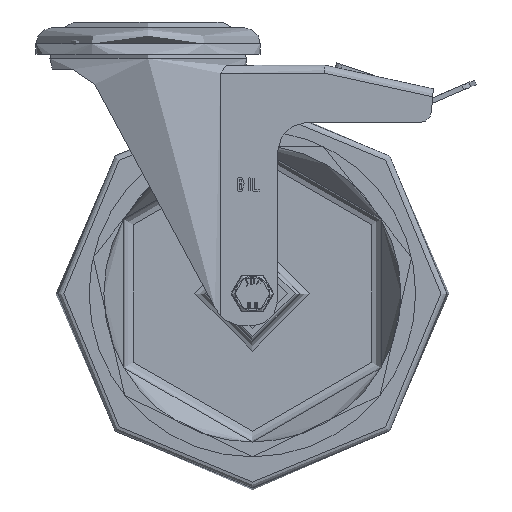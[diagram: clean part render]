
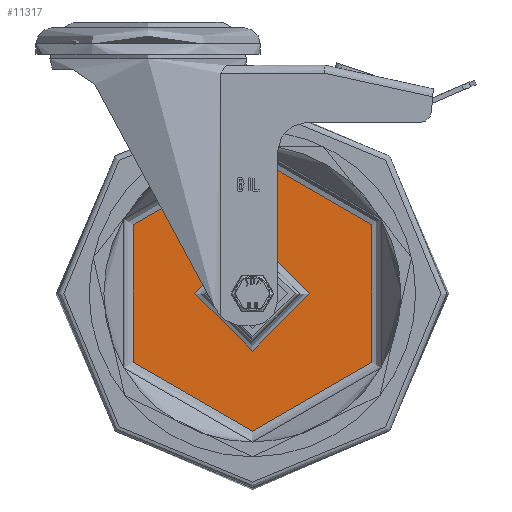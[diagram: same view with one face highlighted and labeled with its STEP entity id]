
A CAD part, front view. The second image highlights one B-rep face of the part: STEP entity #11317.
In plain terms, the highlighted planar face has unit normal (0, -1, 0).
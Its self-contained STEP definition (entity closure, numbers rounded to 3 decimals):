
#339=FACE_BOUND('',#4061,.T.);
#553=PLANE('',#12400);
#3379=FACE_OUTER_BOUND('',#4060,.T.);
#4060=EDGE_LOOP('',(#9431));
#4061=EDGE_LOOP('',(#9432));
#4584=CIRCLE('',#12361,70.);
#4585=CIRCLE('',#12363,29.25);
#5409=VERTEX_POINT('',#26430);
#5410=VERTEX_POINT('',#26434);
#6802=EDGE_CURVE('',#5409,#5409,#4584,.T.);
#6803=EDGE_CURVE('',#5410,#5410,#4585,.T.);
#9431=ORIENTED_EDGE('',*,*,#6802,.F.);
#9432=ORIENTED_EDGE('',*,*,#6803,.T.);
#11317=ADVANCED_FACE('',(#3379,#339),#553,.T.);
#12361=AXIS2_PLACEMENT_3D('',#26432,#14605,#14606);
#12363=AXIS2_PLACEMENT_3D('',#26435,#14609,#14610);
#12400=AXIS2_PLACEMENT_3D('',#26494,#14689,#14690);
#14605=DIRECTION('center_axis',(0.,1.,0.));
#14606=DIRECTION('ref_axis',(0.,0.,1.));
#14609=DIRECTION('center_axis',(0.,1.,0.));
#14610=DIRECTION('ref_axis',(0.,0.,1.));
#14689=DIRECTION('center_axis',(0.,-1.,0.));
#14690=DIRECTION('ref_axis',(0.,0.,-1.));
#26430=CARTESIAN_POINT('',(0.,-4.,-70.));
#26432=CARTESIAN_POINT('Origin',(0.,-4.,0.));
#26434=CARTESIAN_POINT('',(0.,-4.,-29.25));
#26435=CARTESIAN_POINT('Origin',(0.,-4.,0.));
#26494=CARTESIAN_POINT('Origin',(0.,-4.,49.625));
